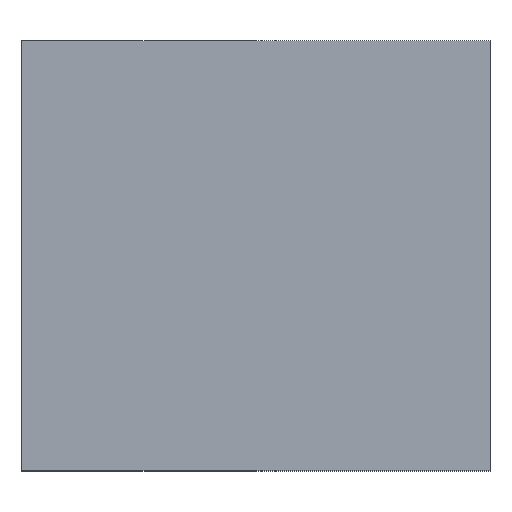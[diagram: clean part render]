
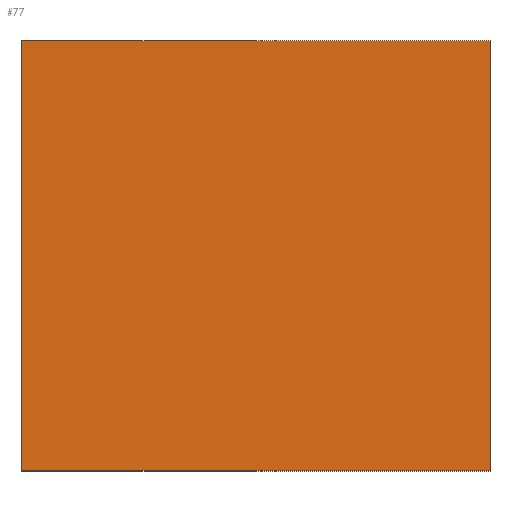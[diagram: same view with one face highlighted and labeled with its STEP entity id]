
A CAD part, top view. The second image highlights one B-rep face of the part: STEP entity #77.
In plain terms, the highlighted planar face has unit normal (0, 0, 1).
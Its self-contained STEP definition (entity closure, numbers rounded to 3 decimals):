
#77=ADVANCED_FACE('',(#179),#1447,.T.);
#179=FACE_OUTER_BOUND('',#277,.T.);
#277=EDGE_LOOP('',(#423,#424,#425,#426));
#423=ORIENTED_EDGE('',*,*,#828,.F.);
#424=ORIENTED_EDGE('',*,*,#866,.F.);
#425=ORIENTED_EDGE('',*,*,#868,.T.);
#426=ORIENTED_EDGE('',*,*,#855,.F.);
#828=EDGE_CURVE('',#1287,#1285,#1070,.T.);
#855=EDGE_CURVE('',#1285,#1318,#1097,.T.);
#866=EDGE_CURVE('',#1328,#1287,#1108,.T.);
#868=EDGE_CURVE('',#1328,#1318,#1110,.T.);
#1070=B_SPLINE_CURVE_WITH_KNOTS('',1,(#1998,#1999),.UNSPECIFIED.,.F.,.F.,
(2,2),(-0.331,0.),.UNSPECIFIED.);
#1097=B_SPLINE_CURVE_WITH_KNOTS('',1,(#2052,#2053),.UNSPECIFIED.,.F.,.F.,
(2,2),(-0.36,0.),.UNSPECIFIED.);
#1108=B_SPLINE_CURVE_WITH_KNOTS('',1,(#2074,#2075),.UNSPECIFIED.,.F.,.F.,
(2,2),(-0.36,0.),.UNSPECIFIED.);
#1110=B_SPLINE_CURVE_WITH_KNOTS('',1,(#2078,#2079),.UNSPECIFIED.,.F.,.F.,
(2,2),(-0.331,0.),.UNSPECIFIED.);
#1285=VERTEX_POINT('',#1892);
#1287=VERTEX_POINT('',#1894);
#1318=VERTEX_POINT('',#1925);
#1328=VERTEX_POINT('',#1935);
#1447=PLANE('',#1555);
#1555=AXIS2_PLACEMENT_3D('',#1740,#1647,$);
#1647=DIRECTION('',(0.,0.,1.));
#1740=CARTESIAN_POINT('',(17.444,-22.056,6.858));
#1892=CARTESIAN_POINT('',(-7.874,2.451,6.858));
#1894=CARTESIAN_POINT('',(-7.874,-5.956,6.858));
#1925=CARTESIAN_POINT('',(1.27,2.451,6.858));
#1935=CARTESIAN_POINT('',(1.27,-5.956,6.858));
#1998=CARTESIAN_POINT('',(-7.874,-5.956,6.858));
#1999=CARTESIAN_POINT('',(-7.874,2.451,6.858));
#2052=CARTESIAN_POINT('',(-7.874,2.451,6.858));
#2053=CARTESIAN_POINT('',(1.27,2.451,6.858));
#2074=CARTESIAN_POINT('',(1.27,-5.956,6.858));
#2075=CARTESIAN_POINT('',(-7.874,-5.956,6.858));
#2078=CARTESIAN_POINT('',(1.27,-5.956,6.858));
#2079=CARTESIAN_POINT('',(1.27,2.451,6.858));
